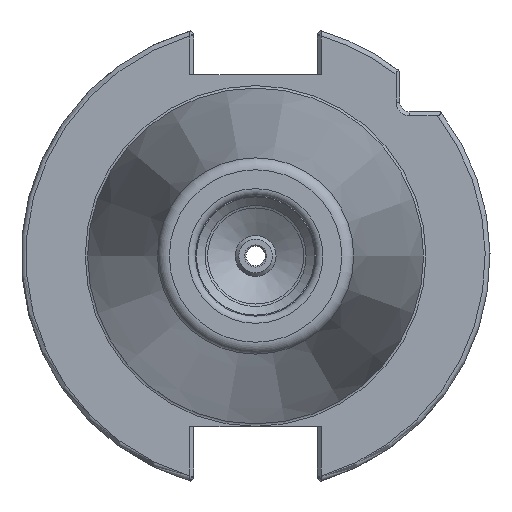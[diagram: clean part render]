
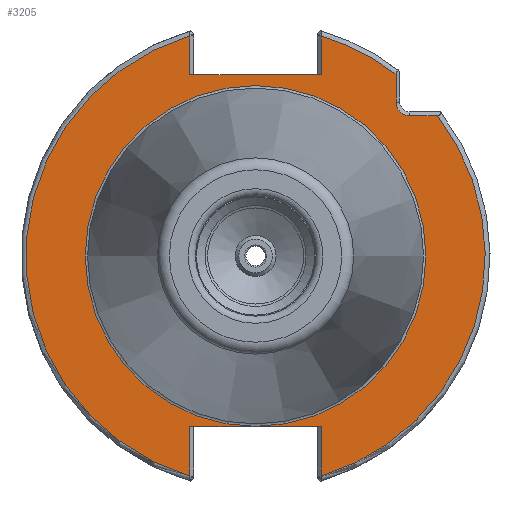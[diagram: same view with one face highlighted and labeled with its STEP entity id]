
A CAD part, left-side view. The second image highlights one B-rep face of the part: STEP entity #3205.
In plain terms, the highlighted planar face has unit normal (-1, 0, 0).
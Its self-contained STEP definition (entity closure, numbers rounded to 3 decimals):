
#243=FACE_BOUND('',#979,.T.);
#261=PLANE('',#3548);
#354=LINE('',#5236,#538);
#376=LINE('',#5538,#560);
#378=LINE('',#5617,#562);
#379=LINE('',#5619,#563);
#380=LINE('',#5623,#564);
#381=LINE('',#5627,#565);
#382=LINE('',#5630,#566);
#383=LINE('',#5631,#567);
#538=VECTOR('',#4015,10.);
#560=VECTOR('',#4063,10.);
#562=VECTOR('',#4085,10.);
#563=VECTOR('',#4086,10.);
#564=VECTOR('',#4089,10.);
#565=VECTOR('',#4092,10.);
#566=VECTOR('',#4095,10.);
#567=VECTOR('',#4096,10.);
#780=FACE_OUTER_BOUND('',#978,.T.);
#978=EDGE_LOOP('',(#2399,#2400,#2401,#2402,#2403,#2404,#2405,#2406,#2407,
#2408,#2409,#2410));
#979=EDGE_LOOP('',(#2411));
#1184=CIRCLE('',#3547,47.75);
#1185=CIRCLE('',#3549,47.75);
#1186=CIRCLE('',#3550,2.8);
#1187=CIRCLE('',#3551,47.75);
#1188=CIRCLE('',#3552,35.425);
#1369=VERTEX_POINT('',#5234);
#1370=VERTEX_POINT('',#5235);
#1398=VERTEX_POINT('',#5531);
#1401=VERTEX_POINT('',#5536);
#1408=VERTEX_POINT('',#5595);
#1410=VERTEX_POINT('',#5616);
#1411=VERTEX_POINT('',#5618);
#1412=VERTEX_POINT('',#5620);
#1413=VERTEX_POINT('',#5622);
#1414=VERTEX_POINT('',#5624);
#1415=VERTEX_POINT('',#5626);
#1416=VERTEX_POINT('',#5628);
#1417=VERTEX_POINT('',#5632);
#1726=EDGE_CURVE('',#1369,#1370,#354,.T.);
#1768=EDGE_CURVE('',#1401,#1398,#376,.T.);
#1780=EDGE_CURVE('',#1398,#1408,#1184,.T.);
#1783=EDGE_CURVE('',#1401,#1410,#378,.T.);
#1784=EDGE_CURVE('',#1411,#1410,#379,.T.);
#1785=EDGE_CURVE('',#1412,#1411,#1185,.T.);
#1786=EDGE_CURVE('',#1413,#1412,#380,.T.);
#1787=EDGE_CURVE('',#1414,#1413,#1186,.T.);
#1788=EDGE_CURVE('',#1415,#1414,#381,.T.);
#1789=EDGE_CURVE('',#1416,#1415,#1187,.T.);
#1790=EDGE_CURVE('',#1369,#1416,#382,.T.);
#1791=EDGE_CURVE('',#1408,#1370,#383,.T.);
#1792=EDGE_CURVE('',#1417,#1417,#1188,.T.);
#2399=ORIENTED_EDGE('',*,*,#1768,.F.);
#2400=ORIENTED_EDGE('',*,*,#1783,.T.);
#2401=ORIENTED_EDGE('',*,*,#1784,.F.);
#2402=ORIENTED_EDGE('',*,*,#1785,.F.);
#2403=ORIENTED_EDGE('',*,*,#1786,.F.);
#2404=ORIENTED_EDGE('',*,*,#1787,.F.);
#2405=ORIENTED_EDGE('',*,*,#1788,.F.);
#2406=ORIENTED_EDGE('',*,*,#1789,.F.);
#2407=ORIENTED_EDGE('',*,*,#1790,.F.);
#2408=ORIENTED_EDGE('',*,*,#1726,.T.);
#2409=ORIENTED_EDGE('',*,*,#1791,.F.);
#2410=ORIENTED_EDGE('',*,*,#1780,.F.);
#2411=ORIENTED_EDGE('',*,*,#1792,.T.);
#3205=ADVANCED_FACE('',(#780,#243),#261,.T.);
#3547=AXIS2_PLACEMENT_3D('',#5596,#4081,#4082);
#3548=AXIS2_PLACEMENT_3D('',#5615,#4083,#4084);
#3549=AXIS2_PLACEMENT_3D('',#5621,#4087,#4088);
#3550=AXIS2_PLACEMENT_3D('',#5625,#4090,#4091);
#3551=AXIS2_PLACEMENT_3D('',#5629,#4093,#4094);
#3552=AXIS2_PLACEMENT_3D('',#5633,#4097,#4098);
#4015=DIRECTION('',(0.,1.,0.));
#4063=DIRECTION('',(0.,0.,-1.));
#4081=DIRECTION('center_axis',(1.,0.,0.));
#4082=DIRECTION('ref_axis',(0.,0.,-1.));
#4083=DIRECTION('center_axis',(-1.,0.,0.));
#4084=DIRECTION('ref_axis',(0.,0.,1.));
#4085=DIRECTION('',(0.,-1.,0.));
#4086=DIRECTION('',(0.,0.,1.));
#4087=DIRECTION('center_axis',(1.,0.,0.));
#4088=DIRECTION('ref_axis',(0.,0.,-1.));
#4089=DIRECTION('',(0.,-1.,0.));
#4090=DIRECTION('center_axis',(-1.,0.,0.));
#4091=DIRECTION('ref_axis',(0.,1.,0.));
#4092=DIRECTION('',(0.,0.,-1.));
#4093=DIRECTION('center_axis',(1.,0.,0.));
#4094=DIRECTION('ref_axis',(0.,0.,-1.));
#4095=DIRECTION('',(0.,0.,1.));
#4096=DIRECTION('',(0.,0.,-1.));
#4097=DIRECTION('center_axis',(1.,0.,0.));
#4098=DIRECTION('ref_axis',(0.,0.,-1.));
#5234=CARTESIAN_POINT('',(3.2,-13.65,37.7));
#5235=CARTESIAN_POINT('',(3.2,13.65,37.7));
#5236=CARTESIAN_POINT('',(3.2,30.3,37.7));
#5531=CARTESIAN_POINT('',(3.2,13.65,-45.757));
#5536=CARTESIAN_POINT('',(3.2,13.65,-35.5));
#5538=CARTESIAN_POINT('',(3.2,13.65,-17.75));
#5595=CARTESIAN_POINT('',(3.2,13.65,45.757));
#5596=CARTESIAN_POINT('Origin',(3.2,0.,0.));
#5615=CARTESIAN_POINT('Origin',(3.2,47.75,0.));
#5616=CARTESIAN_POINT('',(3.2,-13.65,-35.5));
#5617=CARTESIAN_POINT('',(3.2,17.45,-35.5));
#5618=CARTESIAN_POINT('',(3.2,-13.65,-45.757));
#5619=CARTESIAN_POINT('',(3.2,-13.65,-27.75));
#5620=CARTESIAN_POINT('',(3.2,-37.781,29.2));
#5621=CARTESIAN_POINT('Origin',(3.2,0.,0.));
#5622=CARTESIAN_POINT('',(3.2,-32.,29.2));
#5623=CARTESIAN_POINT('',(3.2,7.875,29.2));
#5624=CARTESIAN_POINT('',(3.2,-29.2,32.));
#5625=CARTESIAN_POINT('Origin',(3.2,-32.,32.));
#5626=CARTESIAN_POINT('',(3.2,-29.2,37.781));
#5627=CARTESIAN_POINT('',(3.2,-29.2,20.));
#5628=CARTESIAN_POINT('',(3.2,-13.65,45.757));
#5629=CARTESIAN_POINT('Origin',(3.2,0.,0.));
#5630=CARTESIAN_POINT('',(3.2,-13.65,18.85));
#5631=CARTESIAN_POINT('',(3.2,13.65,28.85));
#5632=CARTESIAN_POINT('',(3.2,0.,35.425));
#5633=CARTESIAN_POINT('Origin',(3.2,0.,0.));
